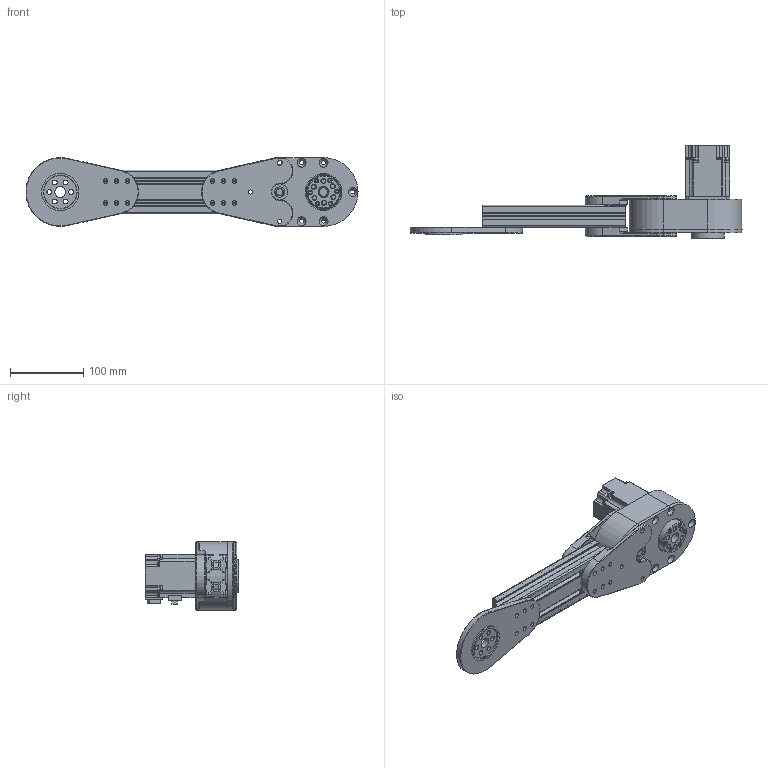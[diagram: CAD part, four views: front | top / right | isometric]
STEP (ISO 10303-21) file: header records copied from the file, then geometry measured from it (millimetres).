
FILE_DESCRIPTION(/* description */ (''),/* implementation_level */ '2;1');
FILE_NAME(/* name */ 'Link_02_Assembly_V02.stp',/* time_stamp */ '2025-12-02T20:50:33+01:00',/* author */ ('pochi'),/* organization */ (''),/* preprocessor_version */ 'ST-DEVELOPER v20.1',/* originating_system */ 'Autodesk Inventor 2026',/* authorisation */ '');
FILE_SCHEMA (('AUTOMOTIVE_DESIGN { 1 0 10303 214 3 1 1 }'));
Length unit declared in the file: millimetre
Products named in the file (27): Link_02_Assembly_V02; Link_01; RotationalConector_30x60_V02; RigidConector_30x60; Reducer; Housing; Shaft_01; Motor_02; Spacer_03; Pulley_3M20T; Pulley_3M40T; Spacer_02; Spacer_01; Pulley_3M20T_02; Bearing_02; Pulley_3M40T_02; Spacer_04; Bearing_01; ActuationDisk; M3_Screw; Bearing_03; Cover; Tensioning_01; Bearing_Tension_01; New_Belt_01; New_Belt_02; Spring_Tesion
Assembly tree (39 placements, depth 3):
  Link_02_Assembly_V02
    Link_01
    RotationalConector_30x60_V02
    RigidConector_30x60  x2
    Reducer
      Housing
      Bearing_01  x2
      Shaft_01
      Spacer_01  x2
      Motor_02
      Spacer_03
      Pulley_3M20T
      Pulley_3M40T
      Spacer_02
      Pulley_3M20T_02
      Bearing_02
      Pulley_3M40T_02
      Spacer_04
      ActuationDisk
      M3_Screw  x6
      Bearing_03
      Cover
      Bearing_Tension_01  x4
      Tensioning_01  x2
      New_Belt_01
      New_Belt_02
      Spring_Tesion  x2
Bounding box: 453.83 x 127.7 x 94 mm (x, y, z)
Volume: 925787.4 mm3; surface area: 381163.4 mm2
Topology: 47 solids, 47 shells, 1509 faces, 3817 edges, 2453 vertices
Faces by surface type: plane 743, cylinder 556, cone 125, torus 50, bspline 35
Full cylindrical faces by diameter (mm): 3 x30, 5.5 x8, 5.8 x34, 5.9 x8, 6 x48, 6.2 x2, 6.6 x6, 6.8 x2, 7.6 x8, 10 x12, 12.61 x1, 13 x1, 14 x11, 14.8 x2, 16 x2, 16.43 x1, 17 x5, 20 x2, 22 x7, 25 x2, 26 x4, 28 x2, 32 x2, 45 x3, 47.8 x3, 50 x3, 51 x1, 52.2 x2, 55 x2, 61.31 x2
Entity records: 44059 total; most frequent: CARTESIAN_POINT 10483, DIRECTION 6978, ORIENTED_EDGE 6458, EDGE_CURVE 3229, AXIS2_PLACEMENT_3D 2586, VERTEX_POINT 2103, LINE 1806, VECTOR 1806
